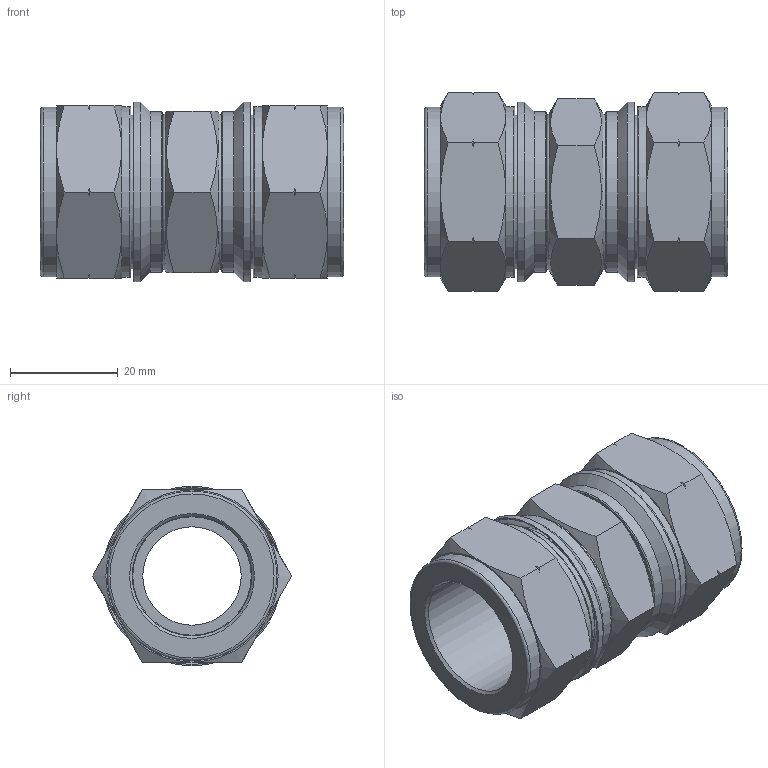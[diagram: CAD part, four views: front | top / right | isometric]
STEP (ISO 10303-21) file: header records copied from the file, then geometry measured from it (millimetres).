
FILE_DESCRIPTION(/* description */ (''),/* implementation_level */ '2;1');
FILE_NAME(/* name */ 'SUI-22M.stp',/* time_stamp */ '2022-07-08T15:12:12+09:00',/* author */ ('user'),/* organization */ (''),/* preprocessor_version */ 'ST-DEVELOPER v18.1',/* originating_system */ 'Autodesk Inventor 2022',/* authorisation */ '');
FILE_SCHEMA (('AUTOMOTIVE_DESIGN { 1 0 10303 214 3 1 1 }'));
Length unit declared in the file: millimetre
Products named in the file (1): SU-22M
Bounding box: 56.34 x 36.95 x 33.4 mm (x, y, z)
Volume: 23816.8 mm3; surface area: 13990.3 mm2
Topology: 1 solids, 1 shells, 121 faces, 271 edges, 166 vertices
Faces by surface type: cone 64, plane 34, cylinder 17, torus 6
Full cylindrical faces by diameter (mm): 18.3 x1, 22.2 x2, 26.8 x2, 27.2 x2, 28.58 x2, 29.9 x2, 31.5 x2, 31.7 x2, 33.4 x2
Entity records: 3270 total; most frequent: CARTESIAN_POINT 775, ORIENTED_EDGE 542, DIRECTION 507, EDGE_CURVE 271, AXIS2_PLACEMENT_3D 222, VERTEX_POINT 166, EDGE_LOOP 137, FACE_OUTER_BOUND 121
